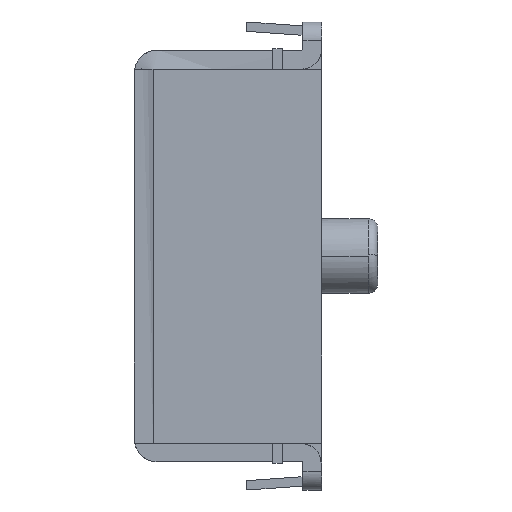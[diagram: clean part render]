
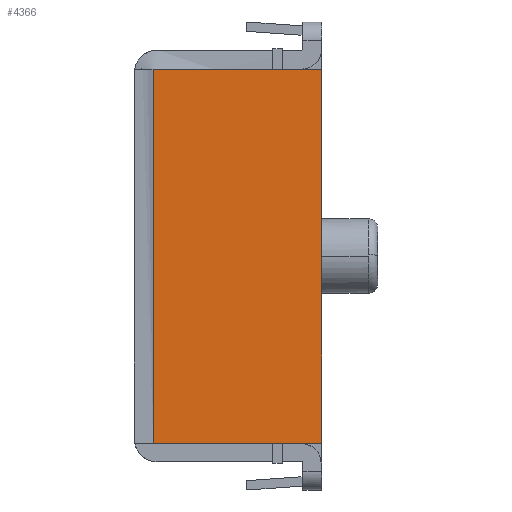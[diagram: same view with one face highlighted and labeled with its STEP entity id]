
A CAD part, left-side view. The second image highlights one B-rep face of the part: STEP entity #4366.
In plain terms, the highlighted planar face has unit normal (-1, 0, 0).
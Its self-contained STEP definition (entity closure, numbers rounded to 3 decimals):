
#528 = VERTEX_POINT ( 'NONE', #4783 ) ;
#726 = CARTESIAN_POINT ( 'NONE',  ( -2.85, 0.9, -2. ) ) ;
#791 = VERTEX_POINT ( 'NONE', #3993 ) ;
#951 = AXIS2_PLACEMENT_3D ( 'NONE', #726, #5113, #2579 ) ;
#1822 = CARTESIAN_POINT ( 'NONE',  ( -2.85, -0.9, 0.663 ) ) ;
#2000 = PLANE ( 'NONE',  #951 ) ;
#2304 = EDGE_CURVE ( 'NONE', #791, #2544, #6819, .T. ) ;
#2502 = CARTESIAN_POINT ( 'NONE',  ( -2.85, 0.9, 0.667 ) ) ;
#2544 = VERTEX_POINT ( 'NONE', #6901 ) ;
#2579 = DIRECTION ( 'NONE',  ( 0., 0., 1. ) ) ;
#2794 = ORIENTED_EDGE ( 'NONE', *, *, #2304, .T. ) ;
#2873 = CARTESIAN_POINT ( 'NONE',  ( -2.85, 0.9, -2. ) ) ;
#3067 = FACE_OUTER_BOUND ( 'NONE', #7320, .T. ) ;
#3071 = B_SPLINE_CURVE_WITH_KNOTS ( 'NONE', 3,
 ( #7997, #1822, #5595, #7552 ),
 .UNSPECIFIED., .F., .F.,
 ( 4, 4 ),
 ( 0., 1. ),
 .UNSPECIFIED. ) ;
#3117 = CARTESIAN_POINT ( 'NONE',  ( -2.825, 0.9, 1.997 ) ) ;
#3495 = CARTESIAN_POINT ( 'NONE',  ( -2.85, -0.3, -2. ) ) ;
#3710 = CARTESIAN_POINT ( 'NONE',  ( -2.85, -0.9, 1.994 ) ) ;
#3993 = CARTESIAN_POINT ( 'NONE',  ( -2.85, -0.9, 1.994 ) ) ;
#4366 = ADVANCED_FACE ( 'NONE', ( #3067 ), #2000, .T. ) ;
#4419 = CARTESIAN_POINT ( 'NONE',  ( -2.85, -0.3, 2. ) ) ;
#4645 = CARTESIAN_POINT ( 'NONE',  ( -2.85, -0.9, -2. ) ) ;
#4783 = CARTESIAN_POINT ( 'NONE',  ( -2.85, -0.9, -2. ) ) ;
#4875 = CARTESIAN_POINT ( 'NONE',  ( -2.85, 0.9, -2. ) ) ;
#5106 = CARTESIAN_POINT ( 'NONE',  ( -2.825, 0.9, 1.997 ) ) ;
#5111 = EDGE_CURVE ( 'NONE', #791, #528, #3071, .T. ) ;
#5113 = DIRECTION ( 'NONE',  ( -1., 0., 0. ) ) ;
#5595 = CARTESIAN_POINT ( 'NONE',  ( -2.85, -0.9, -0.668 ) ) ;
#5917 = CARTESIAN_POINT ( 'NONE',  ( -2.85, 0.3, -2. ) ) ;
#6434 = B_SPLINE_CURVE_WITH_KNOTS ( 'NONE', 3,
 ( #2873, #5917, #3495, #4645 ),
 .UNSPECIFIED., .F., .F.,
 ( 4, 4 ),
 ( 0., 1. ),
 .UNSPECIFIED. ) ;
#6496 = VERTEX_POINT ( 'NONE', #4875 ) ;
#6771 = B_SPLINE_CURVE_WITH_KNOTS ( 'NONE', 3,
 ( #3117, #2502, #7506, #6893 ),
 .UNSPECIFIED., .F., .F.,
 ( 4, 4 ),
 ( 0., 1. ),
 .UNSPECIFIED. ) ;
#6819 = B_SPLINE_CURVE_WITH_KNOTS ( 'NONE', 3,
 ( #3710, #4419, #8056, #5106 ),
 .UNSPECIFIED., .F., .F.,
 ( 4, 4 ),
 ( 0., 1. ),
 .UNSPECIFIED. ) ;
#6859 = ORIENTED_EDGE ( 'NONE', *, *, #6982, .T. ) ;
#6893 = CARTESIAN_POINT ( 'NONE',  ( -2.85, 0.9, -2. ) ) ;
#6901 = CARTESIAN_POINT ( 'NONE',  ( -2.825, 0.9, 1.997 ) ) ;
#6982 = EDGE_CURVE ( 'NONE', #6496, #528, #6434, .T. ) ;
#7320 = EDGE_LOOP ( 'NONE', ( #7812, #6859, #8091, #2794 ) ) ;
#7506 = CARTESIAN_POINT ( 'NONE',  ( -2.85, 0.9, -0.667 ) ) ;
#7552 = CARTESIAN_POINT ( 'NONE',  ( -2.85, -0.9, -2. ) ) ;
#7812 = ORIENTED_EDGE ( 'NONE', *, *, #8038, .T. ) ;
#7997 = CARTESIAN_POINT ( 'NONE',  ( -2.85, -0.9, 1.994 ) ) ;
#8038 = EDGE_CURVE ( 'NONE', #2544, #6496, #6771, .T. ) ;
#8056 = CARTESIAN_POINT ( 'NONE',  ( -2.85, 0.3, 2. ) ) ;
#8091 = ORIENTED_EDGE ( 'NONE', *, *, #5111, .F. ) ;
